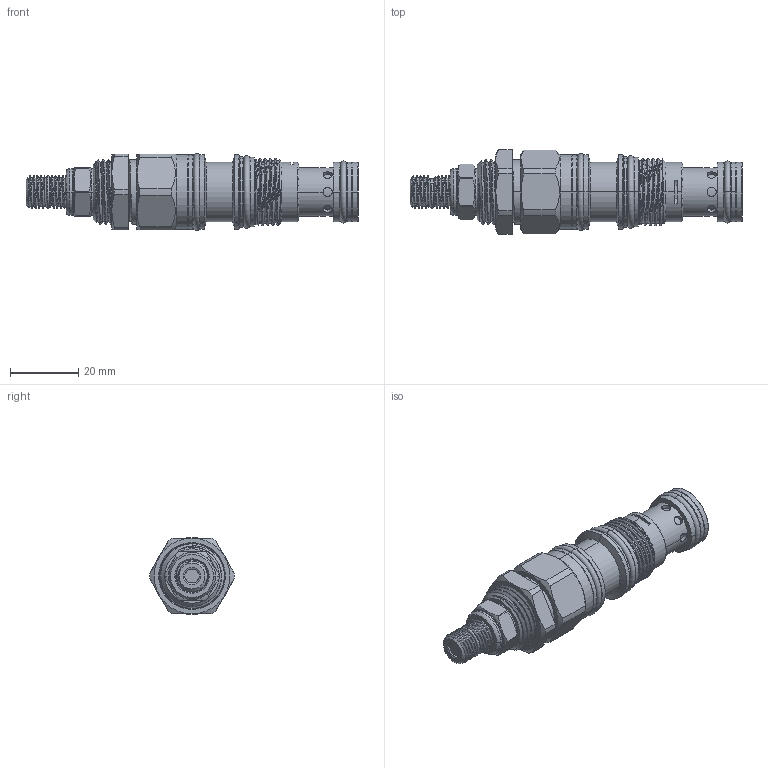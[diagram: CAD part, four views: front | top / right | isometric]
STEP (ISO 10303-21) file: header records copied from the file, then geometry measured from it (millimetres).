
FILE_DESCRIPTION (( 'STEP AP203' ), '1' );
FILE_NAME ('PB11A30(35)-LF.STEP', '2023-11-23T01:30:35', ( '' ), ( '' ), 'SwSTEP 2.0', 'SolidWorks 2018', '' );
FILE_SCHEMA (( 'CONFIG_CONTROL_DESIGN' ));
Length unit declared in the file: millimetre
Products named in the file (1): PB11A30(35)-LF
Bounding box: 97.3 x 24.79 x 22.56 mm (x, y, z)
Volume: 24821.9 mm3; surface area: 8357.2 mm2
Topology: 2 solids, 2 shells, 304 faces, 740 edges, 469 vertices
Faces by surface type: cylinder 146, plane 63, cone 51, torus 24, bspline 20
Entity records: 20970 total; most frequent: CARTESIAN_POINT 14167, ORIENTED_EDGE 1480, DIRECTION 1337, EDGE_CURVE 740, AXIS2_PLACEMENT_3D 550, VERTEX_POINT 469, EDGE_LOOP 333, FACE_OUTER_BOUND 304
